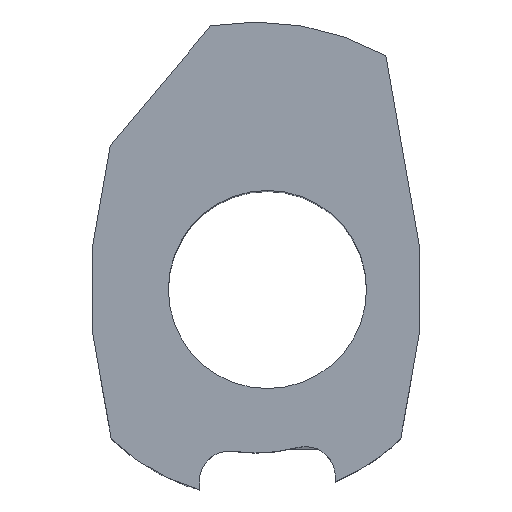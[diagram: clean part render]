
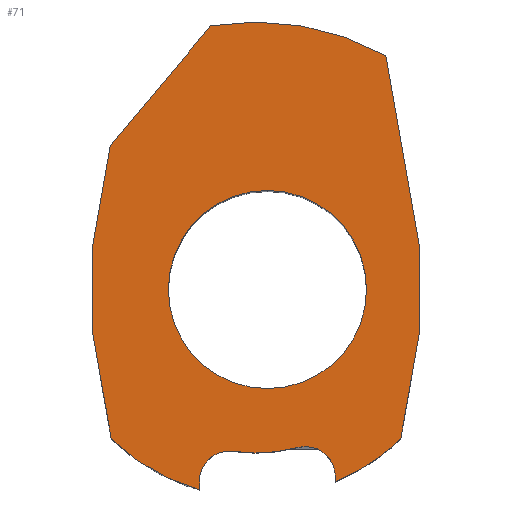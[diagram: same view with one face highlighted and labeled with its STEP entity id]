
A CAD part, top view. The second image highlights one B-rep face of the part: STEP entity #71.
In plain terms, the highlighted planar face has unit normal (0, 0, 1).
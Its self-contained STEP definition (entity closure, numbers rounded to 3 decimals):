
#41=PLANE('',#595);
#60=FACE_BOUND('',#137,.T.);
#61=FACE_BOUND('',#138,.T.);
#71=ADVANCED_FACE('',(#60,#61),#41,.T.);
#137=EDGE_LOOP('',(#198,#199,#200,#201,#202,#203,#204,#205,#206,#207,#208,
#209,#210,#211,#212));
#138=EDGE_LOOP('',(#213));
#174=CIRCLE('',#586,21.);
#176=CIRCLE('',#589,21.);
#177=CIRCLE('',#590,27.);
#178=CIRCLE('',#591,3.);
#179=CIRCLE('',#592,16.5);
#180=CIRCLE('',#593,3.);
#181=CIRCLE('',#594,10.);
#198=ORIENTED_EDGE('',*,*,#410,.F.);
#199=ORIENTED_EDGE('',*,*,#411,.F.);
#200=ORIENTED_EDGE('',*,*,#412,.F.);
#201=ORIENTED_EDGE('',*,*,#413,.T.);
#202=ORIENTED_EDGE('',*,*,#414,.T.);
#203=ORIENTED_EDGE('',*,*,#415,.T.);
#204=ORIENTED_EDGE('',*,*,#416,.T.);
#205=ORIENTED_EDGE('',*,*,#417,.T.);
#206=ORIENTED_EDGE('',*,*,#418,.T.);
#207=ORIENTED_EDGE('',*,*,#405,.T.);
#208=ORIENTED_EDGE('',*,*,#419,.T.);
#209=ORIENTED_EDGE('',*,*,#420,.T.);
#210=ORIENTED_EDGE('',*,*,#421,.F.);
#211=ORIENTED_EDGE('',*,*,#422,.F.);
#212=ORIENTED_EDGE('',*,*,#423,.F.);
#213=ORIENTED_EDGE('',*,*,#424,.F.);
#350=VERTEX_POINT('',#806);
#352=VERTEX_POINT('',#809);
#356=VERTEX_POINT('',#828);
#357=VERTEX_POINT('',#829);
#358=VERTEX_POINT('',#831);
#359=VERTEX_POINT('',#833);
#360=VERTEX_POINT('',#835);
#361=VERTEX_POINT('',#837);
#362=VERTEX_POINT('',#839);
#363=VERTEX_POINT('',#841);
#364=VERTEX_POINT('',#843);
#365=VERTEX_POINT('',#846);
#366=VERTEX_POINT('',#848);
#367=VERTEX_POINT('',#850);
#368=VERTEX_POINT('',#852);
#369=VERTEX_POINT('',#855);
#405=EDGE_CURVE('',#352,#350,#174,.T.);
#410=EDGE_CURVE('',#356,#357,#176,.T.);
#411=EDGE_CURVE('',#358,#356,#486,.T.);
#412=EDGE_CURVE('',#359,#358,#487,.T.);
#413=EDGE_CURVE('',#359,#360,#488,.T.);
#414=EDGE_CURVE('',#360,#361,#177,.T.);
#415=EDGE_CURVE('',#361,#362,#489,.T.);
#416=EDGE_CURVE('',#362,#363,#490,.T.);
#417=EDGE_CURVE('',#363,#364,#491,.T.);
#418=EDGE_CURVE('',#364,#352,#492,.T.);
#419=EDGE_CURVE('',#350,#365,#493,.T.);
#420=EDGE_CURVE('',#365,#366,#178,.T.);
#421=EDGE_CURVE('',#367,#366,#179,.T.);
#422=EDGE_CURVE('',#368,#367,#180,.T.);
#423=EDGE_CURVE('',#357,#368,#494,.T.);
#424=EDGE_CURVE('',#369,#369,#181,.T.);
#486=LINE('',#830,#537);
#487=LINE('',#832,#538);
#488=LINE('',#834,#539);
#489=LINE('',#838,#540);
#490=LINE('',#840,#541);
#491=LINE('',#842,#542);
#492=LINE('',#844,#543);
#493=LINE('',#845,#544);
#494=LINE('',#853,#545);
#537=VECTOR('',#654,1.);
#538=VECTOR('',#655,1.);
#539=VECTOR('',#656,1.);
#540=VECTOR('',#659,1.);
#541=VECTOR('',#660,1.);
#542=VECTOR('',#661,1.);
#543=VECTOR('',#662,1.);
#544=VECTOR('',#663,1.);
#545=VECTOR('',#670,1.);
#586=AXIS2_PLACEMENT_3D('',#808,#644,#645);
#589=AXIS2_PLACEMENT_3D('',#827,#652,#653);
#590=AXIS2_PLACEMENT_3D('',#836,#657,#658);
#591=AXIS2_PLACEMENT_3D('',#847,#664,#665);
#592=AXIS2_PLACEMENT_3D('',#849,#666,#667);
#593=AXIS2_PLACEMENT_3D('',#851,#668,#669);
#594=AXIS2_PLACEMENT_3D('',#854,#671,#672);
#595=AXIS2_PLACEMENT_3D('',#856,#673,#674);
#644=DIRECTION('',(0.,0.,1.));
#645=DIRECTION('',(1.,0.,0.));
#652=DIRECTION('',(0.,0.,-1.));
#653=DIRECTION('',(1.,0.,0.));
#654=DIRECTION('',(-0.174,-0.985,0.));
#655=DIRECTION('',(0.,-1.,0.));
#656=DIRECTION('',(-0.174,0.985,0.));
#657=DIRECTION('',(0.,0.,1.));
#658=DIRECTION('',(1.,0.,0.));
#659=DIRECTION('',(-0.643,-0.766,0.));
#660=DIRECTION('',(-0.174,-0.985,0.));
#661=DIRECTION('',(0.,-1.,0.));
#662=DIRECTION('',(0.174,-0.985,0.));
#663=DIRECTION('',(0.,1.,0.));
#664=DIRECTION('',(0.,0.,-1.));
#665=DIRECTION('',(1.,0.,0.));
#666=DIRECTION('',(0.,0.,-1.));
#667=DIRECTION('',(1.,0.,0.));
#668=DIRECTION('',(0.,0.,1.));
#669=DIRECTION('',(1.,0.,0.));
#670=DIRECTION('',(0.,1.,0.));
#671=DIRECTION('',(0.,0.,1.));
#672=DIRECTION('',(1.,0.,0.));
#673=DIRECTION('',(0.,0.,1.));
#674=DIRECTION('',(1.,0.,0.));
#806=CARTESIAN_POINT('',(-5.7,-20.212,20.));
#808=CARTESIAN_POINT('',(0.,0.,20.));
#809=CARTESIAN_POINT('',(-14.601,-15.094,20.));
#827=CARTESIAN_POINT('',(0.,0.,20.));
#828=CARTESIAN_POINT('',(14.601,-15.094,20.));
#829=CARTESIAN_POINT('',(8.,-19.416,20.));
#830=CARTESIAN_POINT('',(16.742,-2.952,20.));
#831=CARTESIAN_POINT('',(16.5,-4.323,20.));
#832=CARTESIAN_POINT('',(16.5,0.,20.));
#833=CARTESIAN_POINT('',(16.5,4.323,20.));
#834=CARTESIAN_POINT('',(16.742,2.952,20.));
#835=CARTESIAN_POINT('',(13.099,23.61,20.));
#836=CARTESIAN_POINT('',(0.,0.,20.));
#837=CARTESIAN_POINT('',(-4.561,26.612,20.));
#838=CARTESIAN_POINT('',(-15.781,13.241,20.));
#839=CARTESIAN_POINT('',(-14.7,14.529,20.));
#840=CARTESIAN_POINT('',(-16.742,2.952,20.));
#841=CARTESIAN_POINT('',(-16.5,4.323,20.));
#842=CARTESIAN_POINT('',(-16.5,0.,20.));
#843=CARTESIAN_POINT('',(-16.5,-4.323,20.));
#844=CARTESIAN_POINT('',(-16.742,-2.952,20.));
#845=CARTESIAN_POINT('',(-5.7,-27.312,20.));
#846=CARTESIAN_POINT('',(-5.7,-19.312,20.));
#847=CARTESIAN_POINT('',(-2.7,-19.312,20.));
#848=CARTESIAN_POINT('',(-2.285,-16.341,20.));
#849=CARTESIAN_POINT('',(0.,0.,20.));
#850=CARTESIAN_POINT('',(4.231,-15.948,20.));
#851=CARTESIAN_POINT('',(5.,-18.848,20.));
#852=CARTESIAN_POINT('',(8.,-18.848,20.));
#853=CARTESIAN_POINT('',(8.,0.,20.));
#854=CARTESIAN_POINT('',(1.15,0.,20.));
#855=CARTESIAN_POINT('',(11.15,0.,20.));
#856=CARTESIAN_POINT('',(0.,0.,20.));
